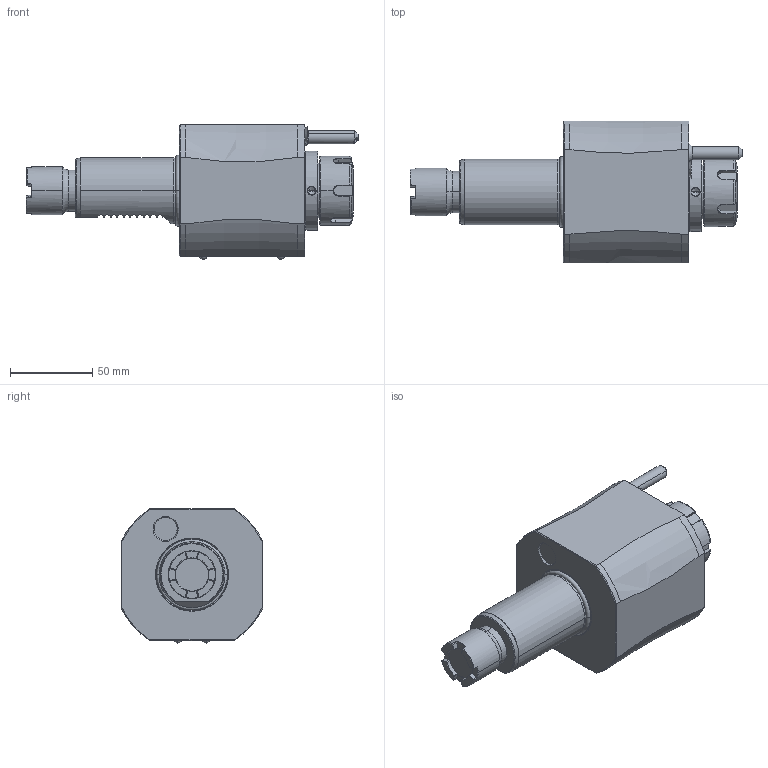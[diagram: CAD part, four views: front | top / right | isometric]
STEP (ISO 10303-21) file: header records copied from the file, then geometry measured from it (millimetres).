
FILE_DESCRIPTION((''),'2;1');
FILE_NAME('NGT1_40_151_25_1JA','2017-03-10T',('vali'),('NOVA GRUP'),'PRO/ENGINEER BY PARAMETRIC TECHNOLOGY CORPORATION, 2010280','PRO/ENGINEER BY PARAMETRIC TECHNOLOGY CORPORATION, 2010280','');
FILE_SCHEMA(('CONFIG_CONTROL_DESIGN'));
Length unit declared in the file: millimetre
Products named in the file (1): NGT1_40_151_25_1JA
Bounding box: 201.34 x 86 x 81.6 mm (x, y, z)
Volume: 607159.7 mm3; surface area: 54070.6 mm2
Topology: 1 solids, 1 shells, 327 faces, 819 edges, 498 vertices
Faces by surface type: plane 116, cylinder 68, bspline 64, cone 51, torus 22, sphere 6
Entity records: 14201 total; most frequent: CARTESIAN_POINT 7124, ORIENTED_EDGE 1614, DIRECTION 1209, EDGE_CURVE 807, VERTEX_POINT 498, AXIS2_PLACEMENT_3D 457, EDGE_LOOP 345, FACE_OUTER_BOUND 327
